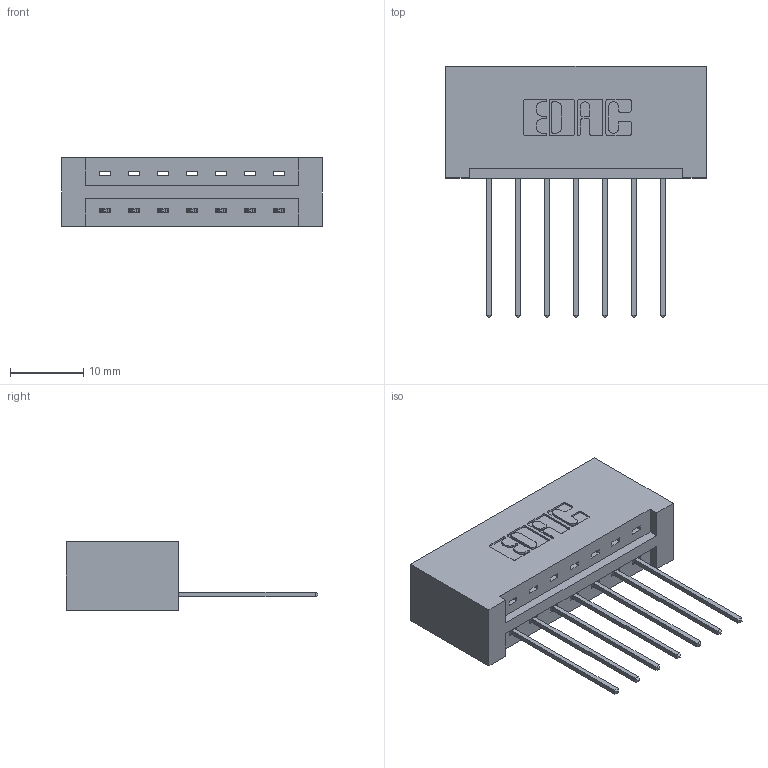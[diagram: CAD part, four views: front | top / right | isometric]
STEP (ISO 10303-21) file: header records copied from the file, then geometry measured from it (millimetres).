
FILE_DESCRIPTION (( 'STEP AP203' ), '1' );
FILE_NAME ('387-007-541-101.STEP', '2018-08-13T05:40:13', ( '' ), ( '' ), 'SwSTEP 2.0', 'SolidWorks 2016', '' );
FILE_SCHEMA (( 'CONFIG_CONTROL_DESIGN' ));
Length unit declared in the file: inch
Products named in the file (3): 337 Part_No Mounting Lugs; 345-292-001_345-293-141; 387-007-541-101
Assembly tree (8 placements, depth 2):
  387-007-541-101
    337 Part_No Mounting Lugs
    345-292-001_345-293-141  x7
Bounding box: 35.61 x 34.3 x 9.4 mm (x, y, z)
Volume: 4025 mm3; surface area: 4088.5 mm2
Topology: 8 solids, 8 shells, 540 faces, 1603 edges, 1058 vertices
Faces by surface type: plane 388, cylinder 152
Entity records: 9471 total; most frequent: CARTESIAN_POINT 1655, ORIENTED_EDGE 1598, DIRECTION 1457, EDGE_CURVE 799, VECTOR 679, LINE 679, VERTEX_POINT 530, AXIS2_PLACEMENT_3D 389
